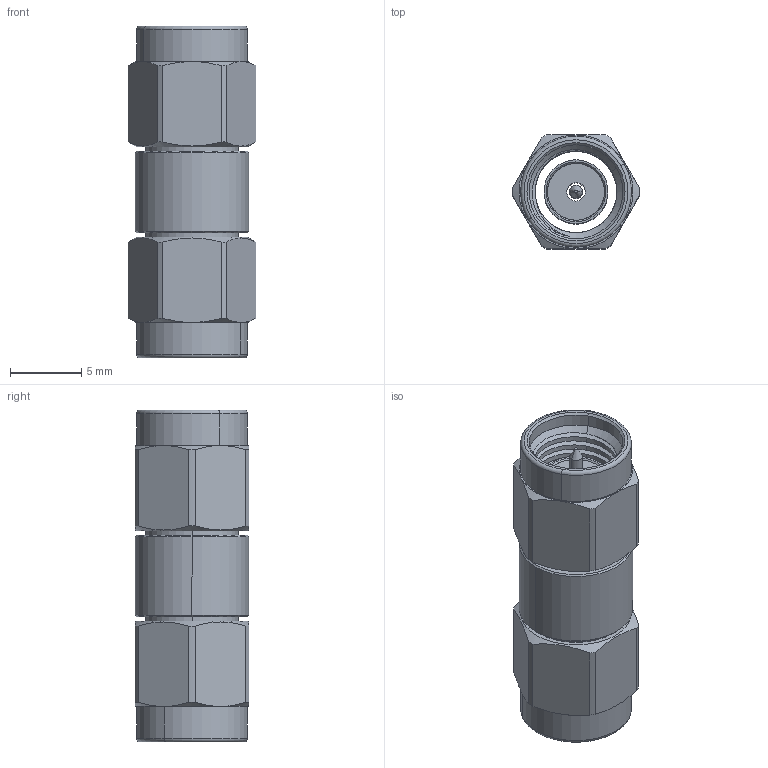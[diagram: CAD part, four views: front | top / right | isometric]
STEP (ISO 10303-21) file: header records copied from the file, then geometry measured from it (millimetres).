
FILE_DESCRIPTION (( 'STEP AP214' ), '1' );
FILE_NAME ('30-514-D3.STEP', '2024-08-12T09:15:20', ( '' ), ( '' ), 'SwSTEP 2.0', 'SolidWorks 2024', '' );
FILE_SCHEMA (( 'AUTOMOTIVE_DESIGN' ));
Length unit declared in the file: millimetre
Products named in the file (1): 30-514-D3
Bounding box: 9 x 8 x 23.35 mm (x, y, z)
Surface area: 1000.2 mm2 (no closed solid volume)
Topology: 0 solids, 9 shells, 122 faces, 302 edges, 194 vertices
Faces by surface type: cylinder 46, cone 42, plane 26, torus 4, bspline 4
Entity records: 4774 total; most frequent: CARTESIAN_POINT 1981, DIRECTION 588, ORIENTED_EDGE 568, EDGE_CURVE 302, AXIS2_PLACEMENT_3D 251, VERTEX_POINT 194, EDGE_LOOP 134, CIRCLE 132
